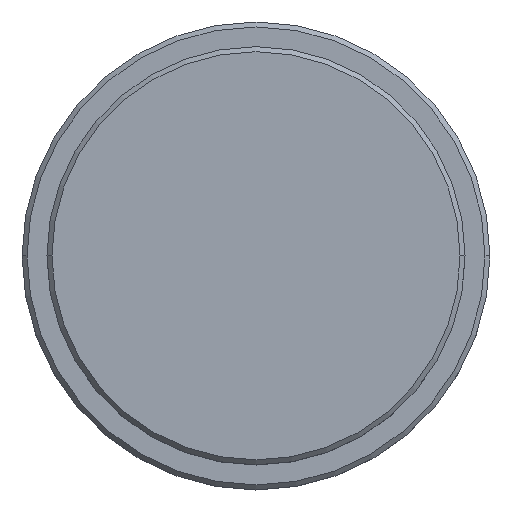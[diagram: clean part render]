
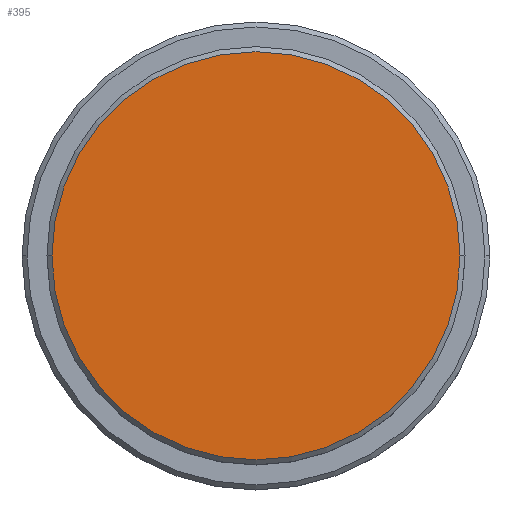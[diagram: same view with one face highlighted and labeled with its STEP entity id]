
A CAD part, top view. The second image highlights one B-rep face of the part: STEP entity #395.
In plain terms, the highlighted planar face has unit normal (0, 0, 1).
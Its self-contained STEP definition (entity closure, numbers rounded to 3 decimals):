
#55 = EDGE_CURVE ( 'NONE', #548, #335, #1238, .T. ) ;
#92 = FACE_OUTER_BOUND ( 'NONE', #1227, .T. ) ;
#95 = CARTESIAN_POINT ( 'NONE',  ( 0., 0., 0. ) ) ;
#169 = DIRECTION ( 'NONE',  ( 1., 0., 0. ) ) ;
#194 = AXIS2_PLACEMENT_3D ( 'NONE', #495, #623, #169 ) ;
#199 = PLANE ( 'NONE',  #194 ) ;
#327 = CIRCLE ( 'NONE', #1137, 20.5 ) ;
#335 = VERTEX_POINT ( 'NONE', #1139 ) ;
#395 = ADVANCED_FACE ( 'NONE', ( #92 ), #199, .T. ) ;
#401 = ORIENTED_EDGE ( 'NONE', *, *, #55, .T. ) ;
#491 = CARTESIAN_POINT ( 'NONE',  ( -20.5, 0., 0. ) ) ;
#495 = CARTESIAN_POINT ( 'NONE',  ( 0., 0., 0. ) ) ;
#514 = ORIENTED_EDGE ( 'NONE', *, *, #878, .T. ) ;
#531 = DIRECTION ( 'NONE',  ( 0., 0., 1. ) ) ;
#548 = VERTEX_POINT ( 'NONE', #491 ) ;
#623 = DIRECTION ( 'NONE',  ( 0., 0., 1. ) ) ;
#733 = AXIS2_PLACEMENT_3D ( 'NONE', #95, #1391, #751 ) ;
#751 = DIRECTION ( 'NONE',  ( 1., 0., 0. ) ) ;
#862 = CARTESIAN_POINT ( 'NONE',  ( 0., 0., 0. ) ) ;
#867 = DIRECTION ( 'NONE',  ( 1., 0., 0. ) ) ;
#878 = EDGE_CURVE ( 'NONE', #335, #548, #327, .T. ) ;
#1137 = AXIS2_PLACEMENT_3D ( 'NONE', #862, #531, #867 ) ;
#1139 = CARTESIAN_POINT ( 'NONE',  ( 20.5, 0., 0. ) ) ;
#1227 = EDGE_LOOP ( 'NONE', ( #401, #514 ) ) ;
#1238 = CIRCLE ( 'NONE', #733, 20.5 ) ;
#1391 = DIRECTION ( 'NONE',  ( 0., 0., 1. ) ) ;
